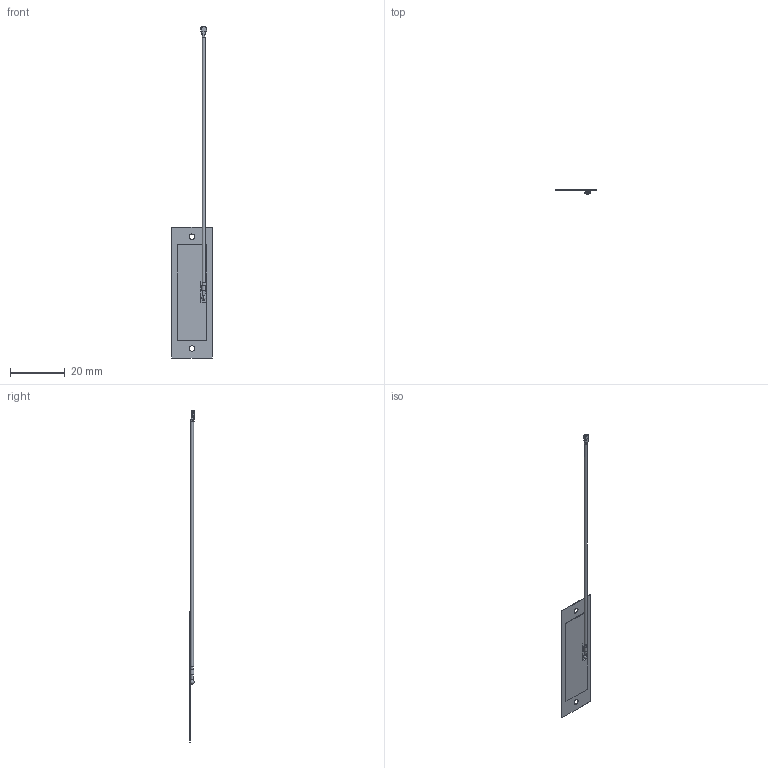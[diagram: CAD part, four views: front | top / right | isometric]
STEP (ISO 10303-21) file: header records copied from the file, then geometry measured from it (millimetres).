
FILE_DESCRIPTION( ( 'STEP AP214' ), '1' );
FILE_NAME( 'psolqas_11560_12.stp', '2020-04-30T07:19:45', ( 'License CC BY-ND 4.0' ), ( 'CADENAS' ), ' ', 'PARTsolutions', ' ' );
FILE_SCHEMA( ( 'AUTOMOTIVE_DESIGN { 1 0 10303 214 1 1 1 1 }' ) );
Length unit declared in the file: metre
Products named in the file (1): 1
Bounding box: 15 x 1.56 x 121.81 mm (x, y, z)
Volume: 280.9 mm3; surface area: 1827.2 mm2
Topology: 1 solids, 1 shells, 163 faces, 454 edges, 298 vertices
Faces by surface type: plane 104, cylinder 34, cone 16, torus 5, bspline 4
Full cylindrical faces by diameter (mm): 0.48 x2, 0.68 x1, 0.72 x1, 0.78 x1, 0.88 x1, 0.93 x1, 1.13 x1, 1.28 x1, 1.58 x1, 2 x2
Entity records: 5277 total; most frequent: CARTESIAN_POINT 1013, DIRECTION 878, ORIENTED_EDGE 876, EDGE_CURVE 438, LINE 314, VECTOR 314, VERTEX_POINT 295, AXIS2_PLACEMENT_3D 282
